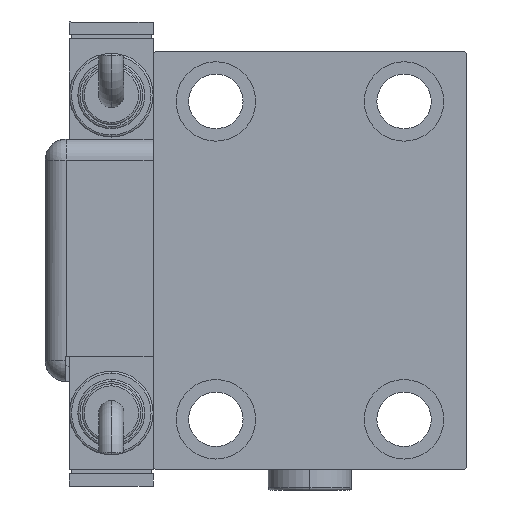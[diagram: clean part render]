
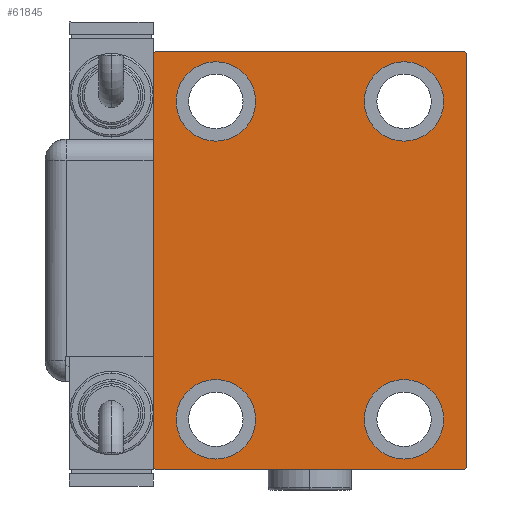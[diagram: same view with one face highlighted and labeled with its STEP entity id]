
A CAD part, left-side view. The second image highlights one B-rep face of the part: STEP entity #61845.
In plain terms, the highlighted face is planar.
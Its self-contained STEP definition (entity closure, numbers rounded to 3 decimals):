
#628 = EDGE_CURVE ( 'NONE', #57832, #46428, #9118, .T. ) ;
#1264 = EDGE_CURVE ( 'NONE', #46428, #57832, #41402, .T. ) ;
#1339 = EDGE_CURVE ( 'NONE', #62596, #13665, #30935, .T. ) ;
#2002 = DIRECTION ( 'NONE',  ( 0., 0., 1. ) ) ;
#2070 = AXIS2_PLACEMENT_3D ( 'NONE', #36147, #15589, #20494 ) ;
#3793 = CARTESIAN_POINT ( 'NONE',  ( 123., 22.5, -47.5 ) ) ;
#3981 = EDGE_CURVE ( 'NONE', #13665, #62596, #40462, .T. ) ;
#4234 = CARTESIAN_POINT ( 'NONE',  ( 123., -22.5, 28.5 ) ) ;
#4926 = CARTESIAN_POINT ( 'NONE',  ( 123., 37., 50. ) ) ;
#5060 = DIRECTION ( 'NONE',  ( 0., 0., 1. ) ) ;
#5279 = VERTEX_POINT ( 'NONE', #63616 ) ;
#6092 = FACE_BOUND ( 'NONE', #27610, .T. ) ;
#6899 = LINE ( 'NONE', #26807, #24423 ) ;
#6907 = CARTESIAN_POINT ( 'NONE',  ( 123., 22.5, 47.5 ) ) ;
#8580 = LINE ( 'NONE', #52988, #54740 ) ;
#8802 = CARTESIAN_POINT ( 'NONE',  ( 123., -43.5, 43.5 ) ) ;
#9118 = CIRCLE ( 'NONE', #21546, 9.5 ) ;
#9288 = ORIENTED_EDGE ( 'NONE', *, *, #17149, .T. ) ;
#9418 = CIRCLE ( 'NONE', #14641, 9.5 ) ;
#10332 = DIRECTION ( 'NONE',  ( 0., 0., 1. ) ) ;
#10547 = DIRECTION ( 'NONE',  ( 0., 0., 1. ) ) ;
#12481 = EDGE_CURVE ( 'NONE', #36494, #19277, #44716, .T. ) ;
#13424 = CARTESIAN_POINT ( 'NONE',  ( 123., -22.5, 38. ) ) ;
#13665 = VERTEX_POINT ( 'NONE', #31080 ) ;
#14641 = AXIS2_PLACEMENT_3D ( 'NONE', #26756, #56164, #21238 ) ;
#14702 = ORIENTED_EDGE ( 'NONE', *, *, #47309, .T. ) ;
#14941 = ORIENTED_EDGE ( 'NONE', *, *, #20260, .T. ) ;
#15018 = CARTESIAN_POINT ( 'NONE',  ( 123., -37.5, 50. ) ) ;
#15203 = CARTESIAN_POINT ( 'NONE',  ( 123., -22.5, -38. ) ) ;
#15232 = DIRECTION ( 'NONE',  ( -1., 0., 0. ) ) ;
#15418 = AXIS2_PLACEMENT_3D ( 'NONE', #30442, #20340, #10547 ) ;
#15589 = DIRECTION ( 'NONE',  ( -1., 0., 0. ) ) ;
#15648 = AXIS2_PLACEMENT_3D ( 'NONE', #45917, #15232, #10332 ) ;
#16220 = FACE_OUTER_BOUND ( 'NONE', #36577, .T. ) ;
#17149 = EDGE_CURVE ( 'NONE', #63261, #32138, #32308, .T. ) ;
#18446 = DIRECTION ( 'NONE',  ( 1., 0., 0. ) ) ;
#18613 = CARTESIAN_POINT ( 'NONE',  ( 123., 22.5, -28.5 ) ) ;
#19247 = LINE ( 'NONE', #8802, #33562 ) ;
#19277 = VERTEX_POINT ( 'NONE', #30914 ) ;
#20260 = EDGE_CURVE ( 'NONE', #33599, #61602, #32840, .T. ) ;
#20340 = DIRECTION ( 'NONE',  ( -1., 0., 0. ) ) ;
#20494 = DIRECTION ( 'NONE',  ( 0., 0., 1. ) ) ;
#21238 = DIRECTION ( 'NONE',  ( 0., 0., 1. ) ) ;
#21336 = VECTOR ( 'NONE', #28558, 1000. ) ;
#21546 = AXIS2_PLACEMENT_3D ( 'NONE', #15203, #28908, #5060 ) ;
#22691 = DIRECTION ( 'NONE',  ( 0., 0., -1. ) ) ;
#22769 = ORIENTED_EDGE ( 'NONE', *, *, #1339, .T. ) ;
#23261 = DIRECTION ( 'NONE',  ( 0., 1., 0. ) ) ;
#23797 = ORIENTED_EDGE ( 'NONE', *, *, #3981, .T. ) ;
#24423 = VECTOR ( 'NONE', #2002, 1000. ) ;
#24933 = LINE ( 'NONE', #43595, #21336 ) ;
#25925 = CARTESIAN_POINT ( 'NONE',  ( 123., -22.5, -28.5 ) ) ;
#26359 = LINE ( 'NONE', #31585, #53136 ) ;
#26756 = CARTESIAN_POINT ( 'NONE',  ( 123., 22.5, -38. ) ) ;
#26807 = CARTESIAN_POINT ( 'NONE',  ( 123., 37.5, -50. ) ) ;
#27332 = VERTEX_POINT ( 'NONE', #18613 ) ;
#27345 = EDGE_LOOP ( 'NONE', ( #45575, #60849 ) ) ;
#27517 = ORIENTED_EDGE ( 'NONE', *, *, #48251, .T. ) ;
#27541 = VECTOR ( 'NONE', #23261, 1000. ) ;
#27610 = EDGE_LOOP ( 'NONE', ( #22769, #23797 ) ) ;
#28488 = CARTESIAN_POINT ( 'NONE',  ( 123., 22.5, 28.5 ) ) ;
#28558 = DIRECTION ( 'NONE',  ( 0., 0.707, -0.707 ) ) ;
#28908 = DIRECTION ( 'NONE',  ( -1., 0., 0. ) ) ;
#29168 = CIRCLE ( 'NONE', #2070, 9.5 ) ;
#30349 = EDGE_CURVE ( 'NONE', #5279, #33599, #58850, .T. ) ;
#30442 = CARTESIAN_POINT ( 'NONE',  ( 123., -22.5, 38. ) ) ;
#30897 = FACE_BOUND ( 'NONE', #27345, .T. ) ;
#30914 = CARTESIAN_POINT ( 'NONE',  ( 123., -37.5, -49.5 ) ) ;
#30935 = CIRCLE ( 'NONE', #43435, 9.5 ) ;
#30966 = CARTESIAN_POINT ( 'NONE',  ( 123., -37.5, 49.5 ) ) ;
#31048 = EDGE_CURVE ( 'NONE', #19277, #5279, #24933, .T. ) ;
#31080 = CARTESIAN_POINT ( 'NONE',  ( 123., -22.5, 47.5 ) ) ;
#31514 = EDGE_CURVE ( 'NONE', #61602, #33400, #6899, .T. ) ;
#31585 = CARTESIAN_POINT ( 'NONE',  ( 123., 37.5, 50. ) ) ;
#31741 = DIRECTION ( 'NONE',  ( -1., 0., 0. ) ) ;
#32019 = EDGE_CURVE ( 'NONE', #33400, #36197, #8580, .T. ) ;
#32056 = CARTESIAN_POINT ( 'NONE',  ( 123., -22.5, -38. ) ) ;
#32138 = VERTEX_POINT ( 'NONE', #28488 ) ;
#32308 = CIRCLE ( 'NONE', #15648, 9.5 ) ;
#32840 = LINE ( 'NONE', #58650, #37527 ) ;
#33400 = VERTEX_POINT ( 'NONE', #59051 ) ;
#33562 = VECTOR ( 'NONE', #39159, 1000. ) ;
#33599 = VERTEX_POINT ( 'NONE', #51208 ) ;
#33720 = ORIENTED_EDGE ( 'NONE', *, *, #12481, .T. ) ;
#35447 = CIRCLE ( 'NONE', #54208, 9.5 ) ;
#35971 = EDGE_LOOP ( 'NONE', ( #14702, #27517 ) ) ;
#36129 = PLANE ( 'NONE',  #57745 ) ;
#36147 = CARTESIAN_POINT ( 'NONE',  ( 123., 22.5, -38. ) ) ;
#36197 = VERTEX_POINT ( 'NONE', #4926 ) ;
#36494 = VERTEX_POINT ( 'NONE', #30966 ) ;
#36577 = EDGE_LOOP ( 'NONE', ( #42937, #61973, #33720, #52644, #39625, #14941, #48344, #57803 ) ) ;
#37527 = VECTOR ( 'NONE', #48523, 1000. ) ;
#37651 = DIRECTION ( 'NONE',  ( 0., -0.707, 0.707 ) ) ;
#37945 = VERTEX_POINT ( 'NONE', #3793 ) ;
#38609 = CARTESIAN_POINT ( 'NONE',  ( 123., -22.5, -47.5 ) ) ;
#39159 = DIRECTION ( 'NONE',  ( 0., -0.707, -0.707 ) ) ;
#39625 = ORIENTED_EDGE ( 'NONE', *, *, #30349, .T. ) ;
#40107 = DIRECTION ( 'NONE',  ( 0., 0., 1. ) ) ;
#40462 = CIRCLE ( 'NONE', #15418, 9.5 ) ;
#41402 = CIRCLE ( 'NONE', #61232, 9.5 ) ;
#42937 = ORIENTED_EDGE ( 'NONE', *, *, #49971, .T. ) ;
#43435 = AXIS2_PLACEMENT_3D ( 'NONE', #13424, #50230, #40107 ) ;
#43595 = CARTESIAN_POINT ( 'NONE',  ( 123., -43.5, -43.5 ) ) ;
#43762 = DIRECTION ( 'NONE',  ( -1., 0., 0. ) ) ;
#44716 = LINE ( 'NONE', #15018, #50201 ) ;
#45575 = ORIENTED_EDGE ( 'NONE', *, *, #628, .T. ) ;
#45917 = CARTESIAN_POINT ( 'NONE',  ( 123., 22.5, 38. ) ) ;
#45928 = FACE_BOUND ( 'NONE', #46541, .T. ) ;
#46428 = VERTEX_POINT ( 'NONE', #25925 ) ;
#46541 = EDGE_LOOP ( 'NONE', ( #56778, #9288 ) ) ;
#47284 = EDGE_CURVE ( 'NONE', #32138, #63261, #35447, .T. ) ;
#47309 = EDGE_CURVE ( 'NONE', #37945, #27332, #29168, .T. ) ;
#48251 = EDGE_CURVE ( 'NONE', #27332, #37945, #9418, .T. ) ;
#48344 = ORIENTED_EDGE ( 'NONE', *, *, #31514, .T. ) ;
#48523 = DIRECTION ( 'NONE',  ( 0., 0.707, 0.707 ) ) ;
#49046 = CARTESIAN_POINT ( 'NONE',  ( 123., -37.5, -50. ) ) ;
#49971 = EDGE_CURVE ( 'NONE', #36197, #53958, #26359, .T. ) ;
#50201 = VECTOR ( 'NONE', #53568, 1000. ) ;
#50230 = DIRECTION ( 'NONE',  ( -1., 0., 0. ) ) ;
#50535 = DIRECTION ( 'NONE',  ( 0., 0., 1. ) ) ;
#51208 = CARTESIAN_POINT ( 'NONE',  ( 123., 37., -50. ) ) ;
#51515 = DIRECTION ( 'NONE',  ( 0., -1., 0. ) ) ;
#51674 = DIRECTION ( 'NONE',  ( 0., 0., 1. ) ) ;
#52644 = ORIENTED_EDGE ( 'NONE', *, *, #31048, .T. ) ;
#52740 = CARTESIAN_POINT ( 'NONE',  ( 123., 0., 0. ) ) ;
#52988 = CARTESIAN_POINT ( 'NONE',  ( 123., 43.5, 43.5 ) ) ;
#53136 = VECTOR ( 'NONE', #51515, 1000. ) ;
#53568 = DIRECTION ( 'NONE',  ( 0., 0., -1. ) ) ;
#53958 = VERTEX_POINT ( 'NONE', #64076 ) ;
#54208 = AXIS2_PLACEMENT_3D ( 'NONE', #63702, #43762, #50535 ) ;
#54403 = EDGE_CURVE ( 'NONE', #53958, #36494, #19247, .T. ) ;
#54740 = VECTOR ( 'NONE', #37651, 1000. ) ;
#56164 = DIRECTION ( 'NONE',  ( -1., 0., 0. ) ) ;
#56778 = ORIENTED_EDGE ( 'NONE', *, *, #47284, .T. ) ;
#57157 = CARTESIAN_POINT ( 'NONE',  ( 123., 37.5, -49.5 ) ) ;
#57745 = AXIS2_PLACEMENT_3D ( 'NONE', #52740, #18446, #22691 ) ;
#57803 = ORIENTED_EDGE ( 'NONE', *, *, #32019, .T. ) ;
#57832 = VERTEX_POINT ( 'NONE', #38609 ) ;
#58650 = CARTESIAN_POINT ( 'NONE',  ( 123., 43.5, -43.5 ) ) ;
#58850 = LINE ( 'NONE', #49046, #27541 ) ;
#59051 = CARTESIAN_POINT ( 'NONE',  ( 123., 37.5, 49.5 ) ) ;
#60849 = ORIENTED_EDGE ( 'NONE', *, *, #1264, .T. ) ;
#60973 = FACE_BOUND ( 'NONE', #35971, .T. ) ;
#61232 = AXIS2_PLACEMENT_3D ( 'NONE', #32056, #31741, #51674 ) ;
#61602 = VERTEX_POINT ( 'NONE', #57157 ) ;
#61845 = ADVANCED_FACE ( 'NONE', ( #30897, #6092, #45928, #60973, #16220 ), #36129, .T. ) ;
#61973 = ORIENTED_EDGE ( 'NONE', *, *, #54403, .T. ) ;
#62596 = VERTEX_POINT ( 'NONE', #4234 ) ;
#63261 = VERTEX_POINT ( 'NONE', #6907 ) ;
#63616 = CARTESIAN_POINT ( 'NONE',  ( 123., -37., -50. ) ) ;
#63702 = CARTESIAN_POINT ( 'NONE',  ( 123., 22.5, 38. ) ) ;
#64076 = CARTESIAN_POINT ( 'NONE',  ( 123., -37., 50. ) ) ;
